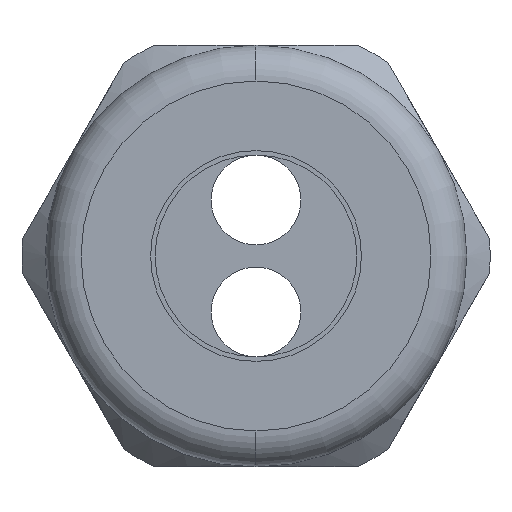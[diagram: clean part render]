
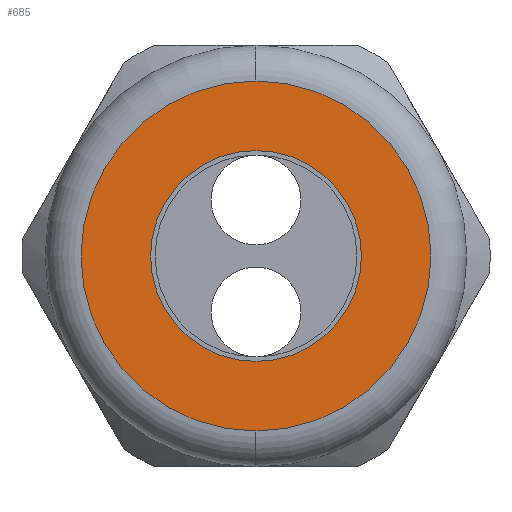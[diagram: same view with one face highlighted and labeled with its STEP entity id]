
A CAD part, left-side view. The second image highlights one B-rep face of the part: STEP entity #685.
In plain terms, the highlighted planar face has unit normal (-1, 0, 0).
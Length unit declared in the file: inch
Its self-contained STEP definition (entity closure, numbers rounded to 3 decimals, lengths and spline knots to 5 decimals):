
#20 = VERTEX_POINT ( 'NONE', #1844 ) ;
#25 = VERTEX_POINT ( 'NONE', #1835 ) ;
#27 = VERTEX_POINT ( 'NONE', #1830 ) ;
#31 = EDGE_CURVE ( 'NONE', #27, #20, #1827, .T. ) ;
#122 = EDGE_CURVE ( 'NONE', #124, #25, #2020, .T. ) ;
#124 = VERTEX_POINT ( 'NONE', #2015 ) ;
#685 = ADVANCED_FACE ( 'NONE', ( #3194, #3193 ), #3192, .T. ) ;
#686 = EDGE_LOOP ( 'NONE', ( #687, #688 ) ) ;
#687 = ORIENTED_EDGE ( 'NONE', *, *, #122, .T. ) ;
#688 = ORIENTED_EDGE ( 'NONE', *, *, #689, .T. ) ;
#689 = EDGE_CURVE ( 'NONE', #25, #124, #3187, .T. ) ;
#690 = EDGE_LOOP ( 'NONE', ( #751, #753 ) ) ;
#751 = ORIENTED_EDGE ( 'NONE', *, *, #752, .T. ) ;
#752 = EDGE_CURVE ( 'NONE', #20, #27, #3272, .T. ) ;
#753 = ORIENTED_EDGE ( 'NONE', *, *, #31, .T. ) ;
#1827 = CIRCLE ( 'NONE', #1885, 0.235 ) ;
#1830 = CARTESIAN_POINT ( 'NONE',  ( -1.41, 0., 0.235 ) ) ;
#1835 = CARTESIAN_POINT ( 'NONE',  ( -1.41, 0., -0.39 ) ) ;
#1844 = CARTESIAN_POINT ( 'NONE',  ( -1.41, 0., -0.235 ) ) ;
#1882 = DIRECTION ( 'NONE',  ( 0., 0., -1. ) ) ;
#1883 = DIRECTION ( 'NONE',  ( 1., 0., 0. ) ) ;
#1884 = CARTESIAN_POINT ( 'NONE',  ( -1.41, 0., 0. ) ) ;
#1885 = AXIS2_PLACEMENT_3D ( 'NONE', #1884, #1883, #1882 ) ;
#2015 = CARTESIAN_POINT ( 'NONE',  ( -1.41, 0., 0.39 ) ) ;
#2016 = DIRECTION ( 'NONE',  ( 0., 0., 1. ) ) ;
#2017 = DIRECTION ( 'NONE',  ( -1., 0., 0. ) ) ;
#2018 = CARTESIAN_POINT ( 'NONE',  ( -1.41, 0., 0. ) ) ;
#2019 = AXIS2_PLACEMENT_3D ( 'NONE', #2018, #2017, #2016 ) ;
#2020 = CIRCLE ( 'NONE', #2019, 0.39 ) ;
#3183 = DIRECTION ( 'NONE',  ( 0., 0., 1. ) ) ;
#3184 = DIRECTION ( 'NONE',  ( -1., 0., 0. ) ) ;
#3185 = CARTESIAN_POINT ( 'NONE',  ( -1.41, 0., 0. ) ) ;
#3186 = AXIS2_PLACEMENT_3D ( 'NONE', #3185, #3184, #3183 ) ;
#3187 = CIRCLE ( 'NONE', #3186, 0.39 ) ;
#3188 = DIRECTION ( 'NONE',  ( 0., 0., 1. ) ) ;
#3189 = DIRECTION ( 'NONE',  ( -1., 0., 0. ) ) ;
#3190 = CARTESIAN_POINT ( 'NONE',  ( -1.41, 0.47, 0. ) ) ;
#3191 = AXIS2_PLACEMENT_3D ( 'NONE', #3190, #3189, #3188 ) ;
#3192 = PLANE ( 'NONE',  #3191 ) ;
#3193 = FACE_BOUND ( 'NONE', #690, .T. ) ;
#3194 = FACE_OUTER_BOUND ( 'NONE', #686, .T. ) ;
#3268 = DIRECTION ( 'NONE',  ( 0., 0., -1. ) ) ;
#3269 = DIRECTION ( 'NONE',  ( 1., 0., 0. ) ) ;
#3270 = CARTESIAN_POINT ( 'NONE',  ( -1.41, 0., 0. ) ) ;
#3271 = AXIS2_PLACEMENT_3D ( 'NONE', #3270, #3269, #3268 ) ;
#3272 = CIRCLE ( 'NONE', #3271, 0.235 ) ;
